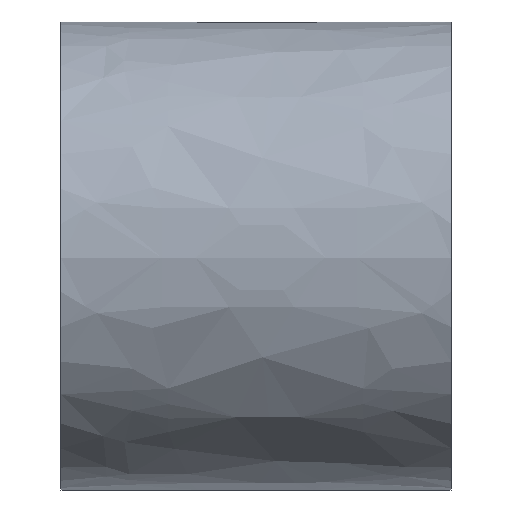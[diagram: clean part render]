
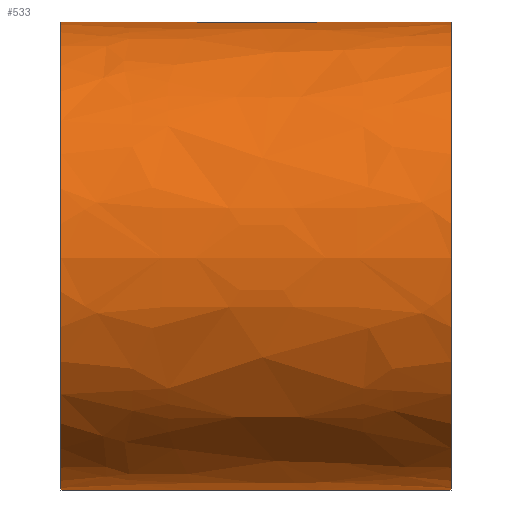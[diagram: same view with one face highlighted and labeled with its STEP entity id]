
A CAD part, front view. The second image highlights one B-rep face of the part: STEP entity #533.
In plain terms, the highlighted free-form (B-spline) face has degree [2, 1] with [5, 2] control points.
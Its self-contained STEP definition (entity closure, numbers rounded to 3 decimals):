
#118 = VERTEX_POINT('',#119);
#119 = CARTESIAN_POINT('',(24.257,0.,
    -29.109));
#120 = VERTEX_POINT('',#121);
#121 = CARTESIAN_POINT('',(24.257,0.,29.109));
#129 = EDGE_CURVE('',#118,#130,#132,.T.);
#130 = VERTEX_POINT('',#131);
#131 = CARTESIAN_POINT('',(7.277,0.,-29.109));
#132 = B_SPLINE_CURVE_WITH_KNOTS('',1,(#133,#134),.UNSPECIFIED.,.F.,.F.,
  (2,2),(-0.,17.5),.PIECEWISE_BEZIER_KNOTS.);
#133 = CARTESIAN_POINT('',(24.257,0.,
    -29.109));
#134 = CARTESIAN_POINT('',(7.277,0.,
    -29.109));
#137 = VERTEX_POINT('',#138);
#138 = CARTESIAN_POINT('',(7.277,0.,29.109));
#146 = EDGE_CURVE('',#120,#137,#147,.T.);
#147 = B_SPLINE_CURVE_WITH_KNOTS('',1,(#148,#149),.UNSPECIFIED.,.F.,.F.,
  (2,2),(-0.,17.5),.PIECEWISE_BEZIER_KNOTS.);
#148 = CARTESIAN_POINT('',(24.257,0.,29.109));
#149 = CARTESIAN_POINT('',(7.277,0.,29.109));
#166 = VERTEX_POINT('',#167);
#167 = CARTESIAN_POINT('',(-7.277,0.,29.109));
#168 = VERTEX_POINT('',#169);
#169 = CARTESIAN_POINT('',(-7.277,0.,-29.109));
#177 = EDGE_CURVE('',#168,#178,#180,.T.);
#178 = VERTEX_POINT('',#179);
#179 = CARTESIAN_POINT('',(-24.257,0.,
    -29.109));
#180 = B_SPLINE_CURVE_WITH_KNOTS('',1,(#181,#182),.UNSPECIFIED.,.F.,.F.,
  (2,2),(32.5,50.),.PIECEWISE_BEZIER_KNOTS.);
#181 = CARTESIAN_POINT('',(-7.277,0.,
    -29.109));
#182 = CARTESIAN_POINT('',(-24.257,0.,
    -29.109));
#185 = VERTEX_POINT('',#186);
#186 = CARTESIAN_POINT('',(-24.257,0.,29.109));
#194 = EDGE_CURVE('',#166,#185,#195,.T.);
#195 = B_SPLINE_CURVE_WITH_KNOTS('',1,(#196,#197),.UNSPECIFIED.,.F.,.F.,
  (2,2),(32.5,50.),.PIECEWISE_BEZIER_KNOTS.);
#196 = CARTESIAN_POINT('',(-7.277,0.,29.109));
#197 = CARTESIAN_POINT('',(-24.257,0.,29.109));
#481 = EDGE_CURVE('',#120,#118,#482,.T.);
#482 = ( BOUNDED_CURVE() B_SPLINE_CURVE(2,(#483,#484,#485,#486,#487),
.UNSPECIFIED.,.F.,.F.) B_SPLINE_CURVE_WITH_KNOTS((3,2,3),(3.142,
4.712,6.283),.PIECEWISE_BEZIER_KNOTS.) CURVE() 
GEOMETRIC_REPRESENTATION_ITEM() RATIONAL_B_SPLINE_CURVE((1.,
0.707,1.,0.707,1.)) REPRESENTATION_ITEM('') );
#483 = CARTESIAN_POINT('',(24.257,0.,
    29.109));
#484 = CARTESIAN_POINT('',(24.257,-29.109,
    29.109));
#485 = CARTESIAN_POINT('',(24.257,-29.109,
    0.));
#486 = CARTESIAN_POINT('',(24.257,-29.109,
    -29.109));
#487 = CARTESIAN_POINT('',(24.257,0.,
    -29.109));
#509 = EDGE_CURVE('',#185,#178,#510,.T.);
#510 = ( BOUNDED_CURVE() B_SPLINE_CURVE(2,(#511,#512,#513,#514,#515),
.UNSPECIFIED.,.F.,.F.) B_SPLINE_CURVE_WITH_KNOTS((3,2,3),(3.142,
4.712,6.283),.PIECEWISE_BEZIER_KNOTS.) CURVE() 
GEOMETRIC_REPRESENTATION_ITEM() RATIONAL_B_SPLINE_CURVE((1.,
0.707,1.,0.707,1.)) REPRESENTATION_ITEM('') );
#511 = CARTESIAN_POINT('',(-24.257,0.,
    29.109));
#512 = CARTESIAN_POINT('',(-24.257,-29.109,
    29.109));
#513 = CARTESIAN_POINT('',(-24.257,-29.109,
    0.));
#514 = CARTESIAN_POINT('',(-24.257,-29.109,
    -29.109));
#515 = CARTESIAN_POINT('',(-24.257,0.,
    -29.109));
#533 = ADVANCED_FACE('',(#534),#552,.T.);
#534 = FACE_BOUND('',#535,.T.);
#535 = EDGE_LOOP('',(#536,#537,#538,#539,#544,#545,#546,#547));
#536 = ORIENTED_EDGE('',*,*,#129,.F.);
#537 = ORIENTED_EDGE('',*,*,#481,.F.);
#538 = ORIENTED_EDGE('',*,*,#146,.T.);
#539 = ORIENTED_EDGE('',*,*,#540,.T.);
#540 = EDGE_CURVE('',#137,#166,#541,.T.);
#541 = B_SPLINE_CURVE_WITH_KNOTS('',1,(#542,#543),.UNSPECIFIED.,.F.,.F.,
  (2,2),(0.,15.),.PIECEWISE_BEZIER_KNOTS.);
#542 = CARTESIAN_POINT('',(7.277,0.,29.109));
#543 = CARTESIAN_POINT('',(-7.277,0.,29.109));
#544 = ORIENTED_EDGE('',*,*,#194,.T.);
#545 = ORIENTED_EDGE('',*,*,#509,.T.);
#546 = ORIENTED_EDGE('',*,*,#177,.F.);
#547 = ORIENTED_EDGE('',*,*,#548,.F.);
#548 = EDGE_CURVE('',#130,#168,#549,.T.);
#549 = B_SPLINE_CURVE_WITH_KNOTS('',1,(#550,#551),.UNSPECIFIED.,.F.,.F.,
  (2,2),(-0.,15.),.PIECEWISE_BEZIER_KNOTS.);
#550 = CARTESIAN_POINT('',(7.277,0.,-29.109));
#551 = CARTESIAN_POINT('',(-7.277,0.,-29.109));
#552 = ( BOUNDED_SURFACE() B_SPLINE_SURFACE(2,1,(
    (#553,#554)
    ,(#555,#556)
    ,(#557,#558)
    ,(#559,#560)
,(#561,#562
    )),.UNSPECIFIED.,.F.,.F.,.F.) B_SPLINE_SURFACE_WITH_KNOTS((3,2,3),(2
    ,2),(3.142,4.712,6.283),(0.,50.),
.PIECEWISE_BEZIER_KNOTS.) GEOMETRIC_REPRESENTATION_ITEM() 
RATIONAL_B_SPLINE_SURFACE((
    (1.,1.)
    ,(0.707,0.707)
    ,(1.,1.)
    ,(0.707,0.707)
,(1.,1.))) REPRESENTATION_ITEM('') SURFACE() );
#553 = CARTESIAN_POINT('',(24.257,0.,
    -29.109));
#554 = CARTESIAN_POINT('',(-24.257,0.,
    -29.109));
#555 = CARTESIAN_POINT('',(24.257,-29.109,
    -29.109));
#556 = CARTESIAN_POINT('',(-24.257,-29.109,
    -29.109));
#557 = CARTESIAN_POINT('',(24.257,-29.109,
    0.));
#558 = CARTESIAN_POINT('',(-24.257,-29.109,
    0.));
#559 = CARTESIAN_POINT('',(24.257,-29.109,
    29.109));
#560 = CARTESIAN_POINT('',(-24.257,-29.109,
    29.109));
#561 = CARTESIAN_POINT('',(24.257,0.,
    29.109));
#562 = CARTESIAN_POINT('',(-24.257,0.,
    29.109));
